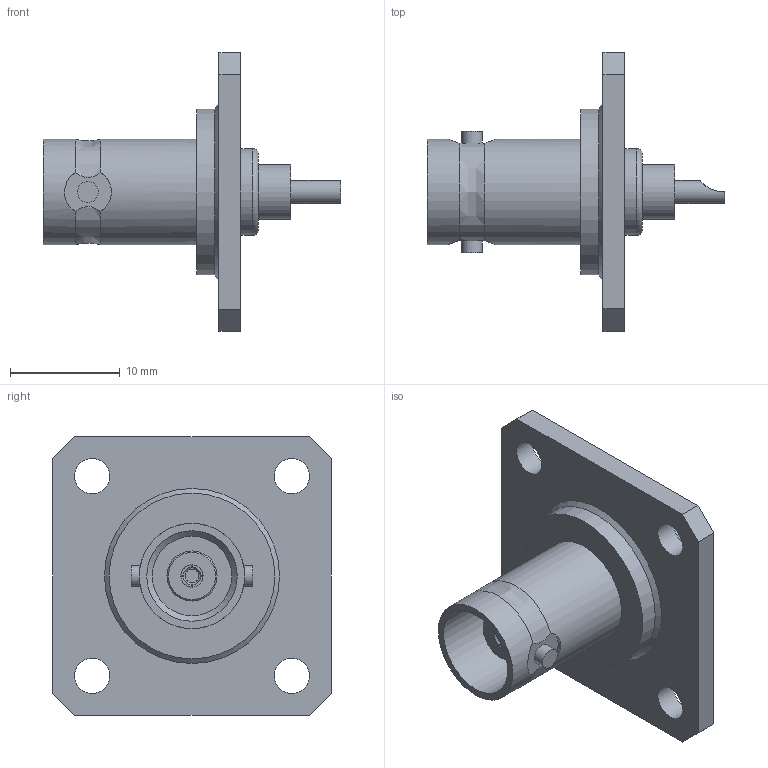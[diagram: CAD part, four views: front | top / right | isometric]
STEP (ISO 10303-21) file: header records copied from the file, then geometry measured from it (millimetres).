
FILE_DESCRIPTION (( 'STEP AP203' ), '1' );
FILE_NAME ('PE4836_3D.step', '2022-07-05T16:21:51', ( '' ), ( '' ), 'SwSTEP 2.0', 'SolidWorks 2021', '' );
FILE_SCHEMA (( 'CONFIG_CONTROL_DESIGN' ));
Length unit declared in the file: inch
Products named in the file (1): PE4836_3D
Bounding box: 27.1 x 25.4 x 25.4 mm (x, y, z)
Volume: 2309 mm3; surface area: 2492 mm2
Topology: 1 solids, 1 shells, 76 faces, 192 edges, 127 vertices
Faces by surface type: plane 38, cylinder 25, cone 10, bspline 2, torus 1
Full cylindrical faces by diameter (mm): 1.07 x1, 1.27 x1, 1.905 x2, 2.1 x1, 3.2 x4, 4.572 x1, 5.009 x1, 7.9 x1, 8.255 x1, 9.601 x2, 15.104 x1
Entity records: 2435 total; most frequent: CARTESIAN_POINT 676, DIRECTION 346, ORIENTED_EDGE 316, EDGE_CURVE 158, AXIS2_PLACEMENT_3D 140, VERTEX_POINT 116, EDGE_LOOP 114, FACE_OUTER_BOUND 92
